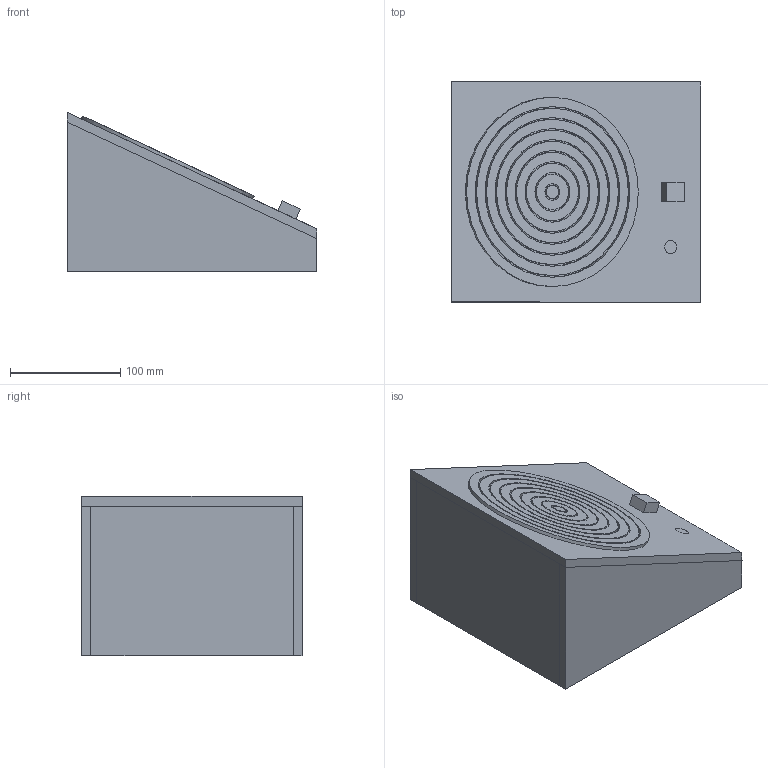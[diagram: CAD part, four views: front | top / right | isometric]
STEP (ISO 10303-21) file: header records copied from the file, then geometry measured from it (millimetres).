
FILE_DESCRIPTION(/* description */ (''),/* implementation_level */ '2;1');
FILE_NAME(/* name */ 'Catch The Light.step',/* time_stamp */ '2024-08-20T22:32:12+02:00',/* author */ (''),/* organization */ (''),/* preprocessor_version */ 'ST-DEVELOPER v20',/* originating_system */ 'Autodesk Translation Framework v13.14.0.145',/* authorisation */ '');
FILE_SCHEMA (('AUTOMOTIVE_DESIGN { 1 0 10303 214 3 1 1 }'));
Length unit declared in the file: millimetre
Products named in the file (1): Catch The Light
Bounding box: 226.58 x 200 x 144.48 mm (x, y, z)
Volume: 1214606.9 mm3; surface area: 418831 mm2
Topology: 17 solids, 17 shells, 102 faces, 201 edges, 134 vertices
Faces by surface type: plane 83, cylinder 19
Full cylindrical faces by diameter (mm): 12 x3, 15 x1, 32 x1, 35 x1, 52 x1, 55 x1, 72 x1, 75 x1, 92 x1, 95 x1, 112 x1, 115 x1, 132 x1, 135 x1, 152 x1, 155 x1, 172 x1
Entity records: 2696 total; most frequent: DIRECTION 445, CARTESIAN_POINT 438, ORIENTED_EDGE 402, EDGE_CURVE 201, LINE 163, VECTOR 163, AXIS2_PLACEMENT_3D 141, VERTEX_POINT 134
